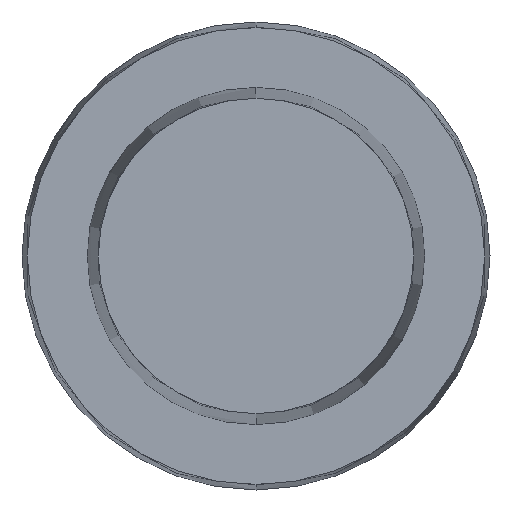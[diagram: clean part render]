
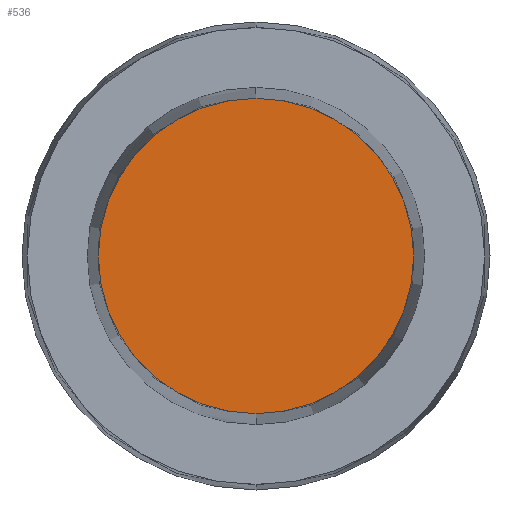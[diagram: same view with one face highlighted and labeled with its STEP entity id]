
A CAD part, front view. The second image highlights one B-rep face of the part: STEP entity #536.
In plain terms, the highlighted planar face has unit normal (0, -1, 0).
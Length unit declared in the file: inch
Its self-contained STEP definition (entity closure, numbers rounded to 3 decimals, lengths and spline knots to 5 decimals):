
#19 = FACE_OUTER_BOUND ( 'NONE', #330, .T. ) ;
#108 = CARTESIAN_POINT ( 'NONE',  ( 0., -0.41, 0. ) ) ;
#118 = DIRECTION ( 'NONE',  ( 0., 0., -1. ) ) ;
#145 = CARTESIAN_POINT ( 'NONE',  ( 0., -0.41, 0. ) ) ;
#155 = ORIENTED_EDGE ( 'NONE', *, *, #440, .T. ) ;
#191 = DIRECTION ( 'NONE',  ( 0., -1., 0. ) ) ;
#218 = CIRCLE ( 'NONE', #297, 0.05154 ) ;
#297 = AXIS2_PLACEMENT_3D ( 'NONE', #108, #866, #422 ) ;
#300 = AXIS2_PLACEMENT_3D ( 'NONE', #886, #191, #118 ) ;
#303 = DIRECTION ( 'NONE',  ( 0., -1., 0. ) ) ;
#330 = EDGE_LOOP ( 'NONE', ( #813, #155 ) ) ;
#355 = PLANE ( 'NONE',  #300 ) ;
#422 = DIRECTION ( 'NONE',  ( 0., 0., -1. ) ) ;
#440 = EDGE_CURVE ( 'NONE', #674, #950, #772, .T. ) ;
#462 = CARTESIAN_POINT ( 'NONE',  ( 0., -0.41, -0.05154 ) ) ;
#536 = ADVANCED_FACE ( 'NONE', ( #19 ), #355, .T. ) ;
#674 = VERTEX_POINT ( 'NONE', #719 ) ;
#719 = CARTESIAN_POINT ( 'NONE',  ( 0., -0.41, 0.05154 ) ) ;
#754 = EDGE_CURVE ( 'NONE', #950, #674, #218, .T. ) ;
#772 = CIRCLE ( 'NONE', #836, 0.05154 ) ;
#813 = ORIENTED_EDGE ( 'NONE', *, *, #754, .T. ) ;
#836 = AXIS2_PLACEMENT_3D ( 'NONE', #145, #303, #923 ) ;
#866 = DIRECTION ( 'NONE',  ( 0., -1., 0. ) ) ;
#886 = CARTESIAN_POINT ( 'NONE',  ( 0., -0.41, 0. ) ) ;
#923 = DIRECTION ( 'NONE',  ( 0., 0., -1. ) ) ;
#950 = VERTEX_POINT ( 'NONE', #462 ) ;
